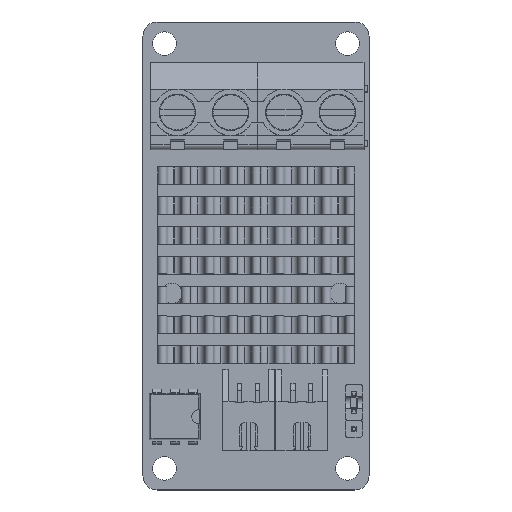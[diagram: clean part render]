
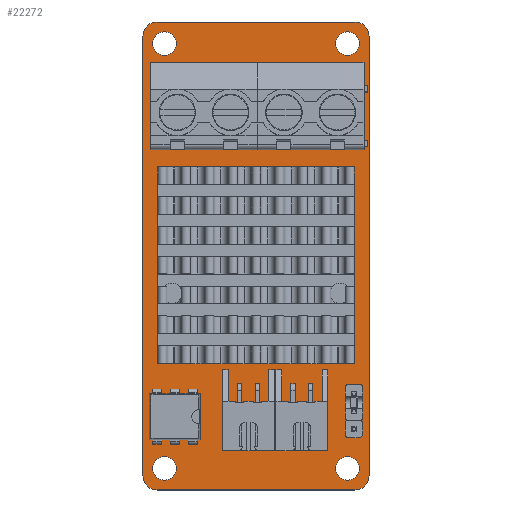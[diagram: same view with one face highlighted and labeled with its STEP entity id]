
A CAD part, top view. The second image highlights one B-rep face of the part: STEP entity #22272.
In plain terms, the highlighted planar face has unit normal (0, 0, 1).
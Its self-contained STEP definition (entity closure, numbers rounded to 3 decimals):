
#567=FACE_BOUND('',#3768,.T.);
#568=FACE_BOUND('',#3769,.T.);
#569=FACE_BOUND('',#3770,.T.);
#570=FACE_BOUND('',#3771,.T.);
#571=FACE_BOUND('',#3772,.T.);
#572=FACE_BOUND('',#3773,.T.);
#573=FACE_BOUND('',#3774,.T.);
#1357=PLANE('',#24192);
#2526=FACE_OUTER_BOUND('',#3767,.T.);
#3767=EDGE_LOOP('',(#20712,#20713,#20714,#20715,#20716,#20717,#20718,#20719));
#3768=EDGE_LOOP('',(#20720));
#3769=EDGE_LOOP('',(#20721));
#3770=EDGE_LOOP('',(#20722,#20723,#20724,#20725));
#3771=EDGE_LOOP('',(#20726));
#3772=EDGE_LOOP('',(#20727));
#3773=EDGE_LOOP('',(#20728));
#3774=EDGE_LOOP('',(#20729));
#5983=LINE('',#41764,#8322);
#5987=LINE('',#41772,#8326);
#5990=LINE('',#41778,#8329);
#5993=LINE('',#41783,#8332);
#6100=LINE('',#42290,#8439);
#6106=LINE('',#42305,#8445);
#6112=LINE('',#42327,#8451);
#6113=LINE('',#42329,#8452);
#8322=VECTOR('',#29794,10.);
#8326=VECTOR('',#29800,10.);
#8329=VECTOR('',#29805,10.);
#8332=VECTOR('',#29810,10.);
#8439=VECTOR('',#30117,10.);
#8445=VECTOR('',#30133,10.);
#8451=VECTOR('',#30161,10.);
#8452=VECTOR('',#30164,10.);
#9040=CIRCLE('',#24065,1.45);
#9042=CIRCLE('',#24069,1.45);
#9070=CIRCLE('',#24164,2.);
#9079=CIRCLE('',#24176,2.);
#9080=CIRCLE('',#24178,2.);
#9081=CIRCLE('',#24181,2.);
#9082=CIRCLE('',#24183,1.67);
#9083=CIRCLE('',#24185,1.67);
#9084=CIRCLE('',#24187,1.67);
#9085=CIRCLE('',#24189,1.67);
#11029=VERTEX_POINT('',#41750);
#11031=VERTEX_POINT('',#41757);
#11032=VERTEX_POINT('',#41762);
#11033=VERTEX_POINT('',#41763);
#11036=VERTEX_POINT('',#41771);
#11038=VERTEX_POINT('',#41777);
#11151=VERTEX_POINT('',#42258);
#11152=VERTEX_POINT('',#42259);
#11165=VERTEX_POINT('',#42289);
#11166=VERTEX_POINT('',#42293);
#11167=VERTEX_POINT('',#42297);
#11168=VERTEX_POINT('',#42298);
#11169=VERTEX_POINT('',#42303);
#11170=VERTEX_POINT('',#42307);
#11171=VERTEX_POINT('',#42311);
#11172=VERTEX_POINT('',#42315);
#11173=VERTEX_POINT('',#42319);
#11174=VERTEX_POINT('',#42323);
#14143=EDGE_CURVE('',#11029,#11029,#9040,.T.);
#14146=EDGE_CURVE('',#11031,#11031,#9042,.T.);
#14147=EDGE_CURVE('',#11032,#11033,#5983,.T.);
#14151=EDGE_CURVE('',#11033,#11036,#5987,.T.);
#14154=EDGE_CURVE('',#11036,#11038,#5990,.T.);
#14157=EDGE_CURVE('',#11038,#11032,#5993,.T.);
#14324=EDGE_CURVE('',#11151,#11152,#9070,.T.);
#14339=EDGE_CURVE('',#11165,#11152,#6100,.T.);
#14341=EDGE_CURVE('',#11165,#11166,#9079,.T.);
#14343=EDGE_CURVE('',#11167,#11168,#9080,.T.);
#14347=EDGE_CURVE('',#11167,#11169,#6106,.T.);
#14348=EDGE_CURVE('',#11170,#11169,#9081,.T.);
#14350=EDGE_CURVE('',#11171,#11171,#9082,.T.);
#14352=EDGE_CURVE('',#11172,#11172,#9083,.T.);
#14354=EDGE_CURVE('',#11173,#11173,#9084,.T.);
#14356=EDGE_CURVE('',#11174,#11174,#9085,.T.);
#14358=EDGE_CURVE('',#11151,#11168,#6112,.T.);
#14359=EDGE_CURVE('',#11170,#11166,#6113,.T.);
#20712=ORIENTED_EDGE('',*,*,#14324,.F.);
#20713=ORIENTED_EDGE('',*,*,#14358,.T.);
#20714=ORIENTED_EDGE('',*,*,#14343,.F.);
#20715=ORIENTED_EDGE('',*,*,#14347,.T.);
#20716=ORIENTED_EDGE('',*,*,#14348,.F.);
#20717=ORIENTED_EDGE('',*,*,#14359,.T.);
#20718=ORIENTED_EDGE('',*,*,#14341,.F.);
#20719=ORIENTED_EDGE('',*,*,#14339,.T.);
#20720=ORIENTED_EDGE('',*,*,#14143,.T.);
#20721=ORIENTED_EDGE('',*,*,#14146,.T.);
#20722=ORIENTED_EDGE('',*,*,#14147,.T.);
#20723=ORIENTED_EDGE('',*,*,#14151,.T.);
#20724=ORIENTED_EDGE('',*,*,#14154,.T.);
#20725=ORIENTED_EDGE('',*,*,#14157,.T.);
#20726=ORIENTED_EDGE('',*,*,#14356,.T.);
#20727=ORIENTED_EDGE('',*,*,#14354,.T.);
#20728=ORIENTED_EDGE('',*,*,#14352,.T.);
#20729=ORIENTED_EDGE('',*,*,#14350,.T.);
#22272=ADVANCED_FACE('',(#2526,#567,#568,#569,#570,#571,#572,#573),#1357,
 .T.);
#24065=AXIS2_PLACEMENT_3D('',#41752,#29779,#29780);
#24069=AXIS2_PLACEMENT_3D('',#41759,#29788,#29789);
#24164=AXIS2_PLACEMENT_3D('',#42260,#30089,#30090);
#24176=AXIS2_PLACEMENT_3D('',#42294,#30121,#30122);
#24178=AXIS2_PLACEMENT_3D('',#42299,#30126,#30127);
#24181=AXIS2_PLACEMENT_3D('',#42308,#30136,#30137);
#24183=AXIS2_PLACEMENT_3D('',#42312,#30141,#30142);
#24185=AXIS2_PLACEMENT_3D('',#42316,#30146,#30147);
#24187=AXIS2_PLACEMENT_3D('',#42320,#30151,#30152);
#24189=AXIS2_PLACEMENT_3D('',#42324,#30156,#30157);
#24192=AXIS2_PLACEMENT_3D('',#42330,#30165,#30166);
#29779=DIRECTION('center_axis',(0.,0.,-1.));
#29780=DIRECTION('ref_axis',(-1.,0.,0.));
#29788=DIRECTION('center_axis',(0.,0.,-1.));
#29789=DIRECTION('ref_axis',(-1.,0.,0.));
#29794=DIRECTION('',(-1.,0.,0.));
#29800=DIRECTION('',(0.,1.,0.));
#29805=DIRECTION('',(1.,0.,0.));
#29810=DIRECTION('',(0.,-1.,0.));
#30089=DIRECTION('center_axis',(0.,0.,-1.));
#30090=DIRECTION('ref_axis',(-0.707,0.707,0.));
#30117=DIRECTION('',(-1.,0.,0.));
#30121=DIRECTION('center_axis',(0.,0.,-1.));
#30122=DIRECTION('ref_axis',(0.707,0.707,0.));
#30126=DIRECTION('center_axis',(0.,0.,-1.));
#30127=DIRECTION('ref_axis',(-0.707,-0.707,0.));
#30133=DIRECTION('',(1.,0.,0.));
#30136=DIRECTION('center_axis',(0.,0.,-1.));
#30137=DIRECTION('ref_axis',(0.707,-0.707,0.));
#30141=DIRECTION('center_axis',(0.,0.,-1.));
#30142=DIRECTION('ref_axis',(1.,0.,0.));
#30146=DIRECTION('center_axis',(0.,0.,-1.));
#30147=DIRECTION('ref_axis',(1.,0.,0.));
#30151=DIRECTION('center_axis',(0.,0.,-1.));
#30152=DIRECTION('ref_axis',(1.,0.,0.));
#30156=DIRECTION('center_axis',(0.,0.,-1.));
#30157=DIRECTION('ref_axis',(1.,0.,0.));
#30161=DIRECTION('',(0.,-1.,0.));
#30164=DIRECTION('',(0.,1.,0.));
#30165=DIRECTION('center_axis',(0.,0.,1.));
#30166=DIRECTION('ref_axis',(1.,0.,0.));
#41750=CARTESIAN_POINT('',(-10.525,-5.33,1.6));
#41752=CARTESIAN_POINT('Origin',(-11.975,-5.33,1.6));
#41757=CARTESIAN_POINT('',(13.425,-5.33,1.6));
#41759=CARTESIAN_POINT('Origin',(11.975,-5.33,1.6));
#41762=CARTESIAN_POINT('',(7.875,-15.33,1.6));
#41763=CARTESIAN_POINT('',(-7.875,-15.33,1.6));
#41764=CARTESIAN_POINT('',(-3.938,-15.33,1.6));
#41771=CARTESIAN_POINT('',(-7.875,2.67,1.6));
#41772=CARTESIAN_POINT('',(-7.875,1.335,1.6));
#41777=CARTESIAN_POINT('',(7.875,2.67,1.6));
#41778=CARTESIAN_POINT('',(3.938,2.67,1.6));
#41783=CARTESIAN_POINT('',(7.875,-7.665,1.6));
#42258=CARTESIAN_POINT('',(-16.1,31.33,1.6));
#42259=CARTESIAN_POINT('',(-14.1,33.33,1.6));
#42260=CARTESIAN_POINT('Origin',(-14.1,31.33,1.6));
#42289=CARTESIAN_POINT('',(14.1,33.33,1.6));
#42290=CARTESIAN_POINT('',(-16.1,33.33,1.6));
#42293=CARTESIAN_POINT('',(16.1,31.33,1.6));
#42294=CARTESIAN_POINT('Origin',(14.1,31.33,1.6));
#42297=CARTESIAN_POINT('',(-14.1,-33.33,1.6));
#42298=CARTESIAN_POINT('',(-16.1,-31.33,1.6));
#42299=CARTESIAN_POINT('Origin',(-14.1,-31.33,1.6));
#42303=CARTESIAN_POINT('',(14.1,-33.33,1.6));
#42305=CARTESIAN_POINT('',(16.1,-33.33,1.6));
#42307=CARTESIAN_POINT('',(16.1,-31.33,1.6));
#42308=CARTESIAN_POINT('Origin',(14.1,-31.33,1.6));
#42311=CARTESIAN_POINT('',(-14.7,30.26,1.6));
#42312=CARTESIAN_POINT('Origin',(-13.03,30.26,1.6));
#42315=CARTESIAN_POINT('',(11.36,30.26,1.6));
#42316=CARTESIAN_POINT('Origin',(13.03,30.26,1.6));
#42319=CARTESIAN_POINT('',(-14.7,-30.26,1.6));
#42320=CARTESIAN_POINT('Origin',(-13.03,-30.26,1.6));
#42323=CARTESIAN_POINT('',(11.36,-30.26,1.6));
#42324=CARTESIAN_POINT('Origin',(13.03,-30.26,1.6));
#42327=CARTESIAN_POINT('',(-16.1,-33.33,1.6));
#42329=CARTESIAN_POINT('',(16.1,33.33,1.6));
#42330=CARTESIAN_POINT('Origin',(0.,0.,
1.6));
